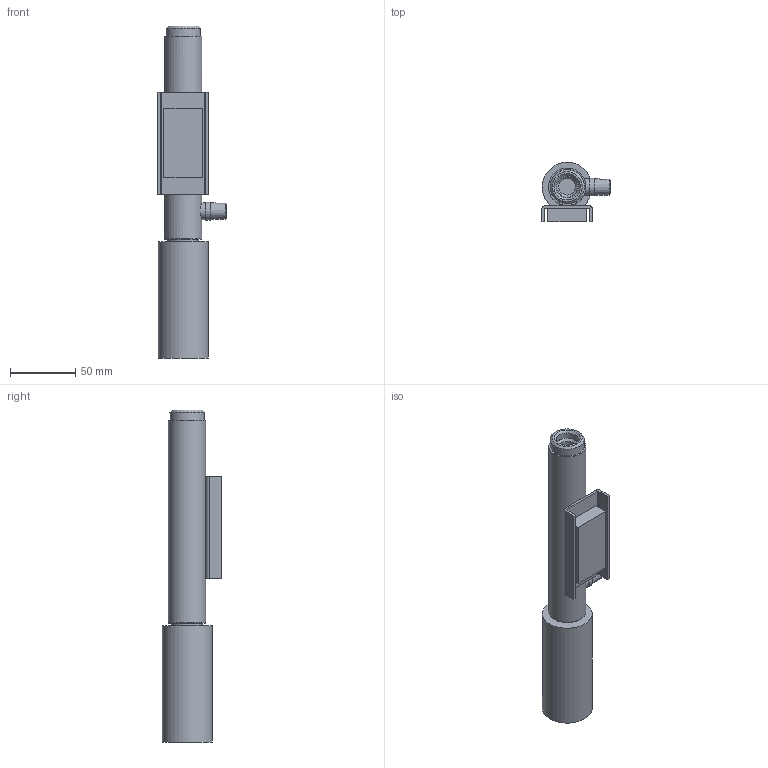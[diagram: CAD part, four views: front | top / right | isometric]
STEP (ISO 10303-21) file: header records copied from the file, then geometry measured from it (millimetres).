
FILE_DESCRIPTION(/* description */ (''),/* implementation_level */ '2;1');
FILE_NAME(/* name */ '5015.stp',/* time_stamp */ '2017-03-17T08:53:09-04:00',/* author */ ('Adam Laub'),/* organization */ (''),/* preprocessor_version */ 'ST-DEVELOPER v16.5',/* originating_system */ 'Autodesk Inventor 2017',/* authorisation */ '');
FILE_SCHEMA (('AUTOMOTIVE_DESIGN { 1 0 10303 214 3 1 1 }'));
Length unit declared in the file: inch
Products named in the file (1): 5015
Bounding box: 52.15 x 45.59 x 254 mm (x, y, z)
Volume: 227258.7 mm3; surface area: 41459.8 mm2
Topology: 1 solids, 1 shells, 48 faces, 103 edges, 69 vertices
Faces by surface type: plane 27, cylinder 14, cone 6, torus 1
Full cylindrical faces by diameter (mm): 9.246 x1, 12.7 x1, 12.802 x1, 13.513 x1, 17.018 x1, 23.368 x1, 26.194 x1, 28.575 x1, 38.1 x1
Entity records: 1319 total; most frequent: CARTESIAN_POINT 268, DIRECTION 214, ORIENTED_EDGE 166, AXIS2_PLACEMENT_3D 85, EDGE_CURVE 83, EDGE_LOOP 76, VERTEX_POINT 65, FACE_OUTER_BOUND 48
